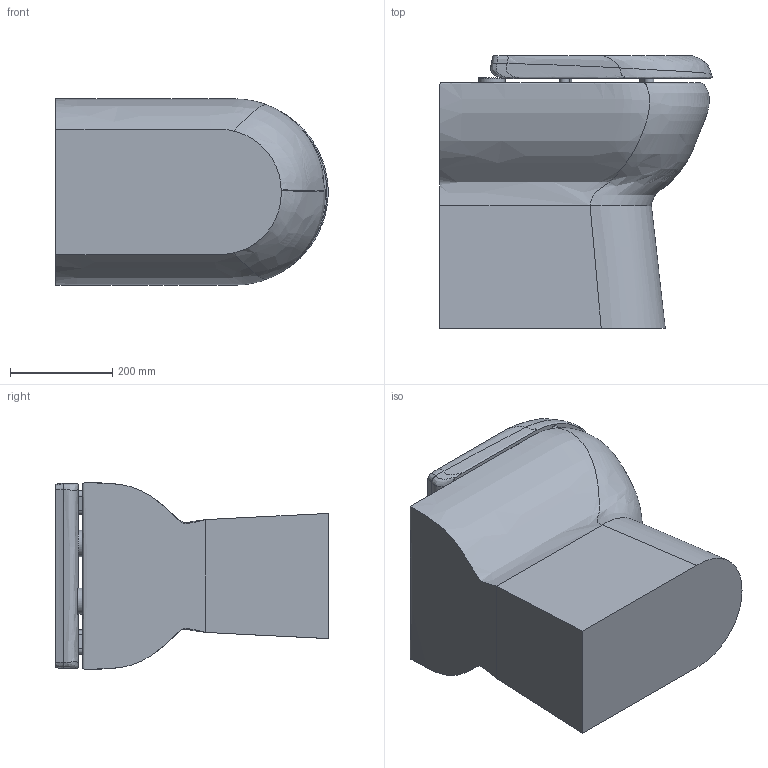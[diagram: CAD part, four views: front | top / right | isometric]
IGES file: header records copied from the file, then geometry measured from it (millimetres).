
Global section: file name: 3545; native system: AutoCAD 2016 - English; preprocessor: Autodesk Translation Framework DWG producer (atf_dwg_producer); organization: unknown; date: 20170505.142915; units: millimetre
Bounding box: 532.83 x 533 x 365.18 mm (x, y, z)
Volume: 44389308.3 mm3; surface area: 1717252.7 mm2
Topology: 5 solids, 5 shells, 119 faces, 326 edges, 223 vertices
Faces by surface type: bspline 119
